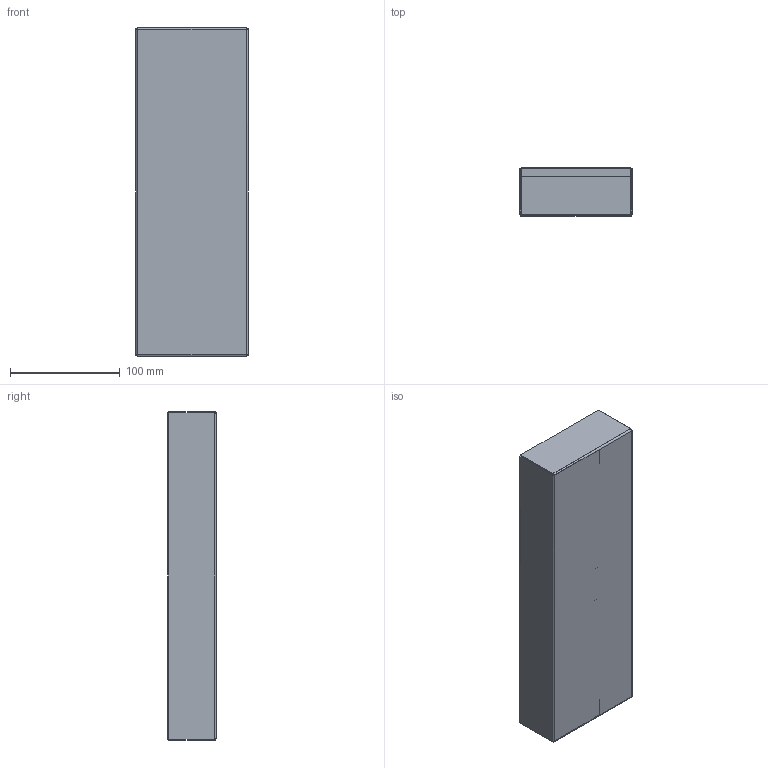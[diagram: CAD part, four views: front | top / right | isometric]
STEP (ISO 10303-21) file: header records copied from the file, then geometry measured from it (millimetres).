
FILE_DESCRIPTION(/* description */ (''),/* implementation_level */ '2;1');
FILE_NAME(/* name */ 'TBAA030014 - Customer.stp',/* time_stamp */ '2014-05-16T08:52:02+02:00',/* author */ ('bs'),/* organization */ (''),/* preprocessor_version */ 'ST-DEVELOPER v15.2',/* originating_system */ 'Autodesk Inventor 2014',/* authorisation */ '');
FILE_SCHEMA (('AUTOMOTIVE_DESIGN { 1 0 10303 214 3 1 1 }'));
Length unit declared in the file: millimetre
Products named in the file (1): TBAA030014 - Customer
Bounding box: 102 x 43.8 x 299 mm (x, y, z)
Volume: 361335.9 mm3; surface area: 203948.9 mm2
Topology: 2 solids, 2 shells, 126 faces, 310 edges, 198 vertices
Faces by surface type: plane 74, bspline 40, cylinder 12
Full cylindrical faces by diameter (mm): 6.647 x2, 12 x2
Entity records: 4242 total; most frequent: CARTESIAN_POINT 1387, ORIENTED_EDGE 608, DIRECTION 410, EDGE_CURVE 304, LINE 212, VECTOR 212, VERTEX_POINT 196, EDGE_LOOP 144
